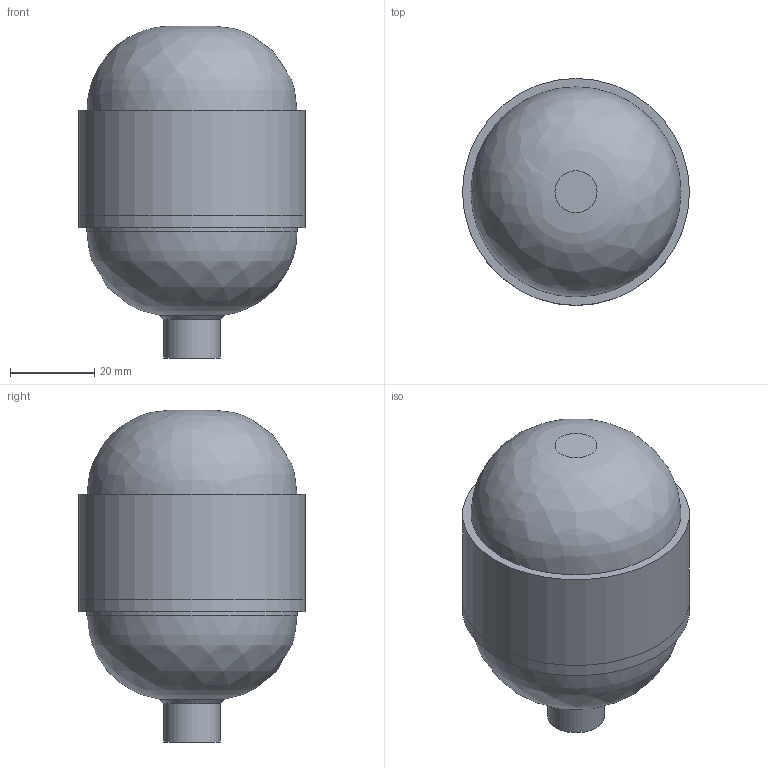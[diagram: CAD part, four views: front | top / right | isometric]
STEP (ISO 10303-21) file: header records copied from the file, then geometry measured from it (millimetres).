
FILE_DESCRIPTION(/* description */ (''),/* implementation_level */ '2;1');
FILE_NAME(/* name */ 'Lollipop Party Favors.step',/* time_stamp */ '2026-02-07T17:34:38-06:00',/* author */ (''),/* organization */ (''),/* preprocessor_version */ 'ST-DEVELOPER v20.1',/* originating_system */ 'Autodesk Translation Framework v14.24.0.0',/* authorisation */ '');
FILE_SCHEMA (('AUTOMOTIVE_DESIGN { 1 0 10303 214 3 1 1 }'));
Length unit declared in the file: millimetre
Products named in the file (1): (Unsaved)
Bounding box: 54 x 54 x 79 mm (x, y, z)
Volume: 53733.3 mm3; surface area: 26825.7 mm2
Topology: 2 solids, 2 shells, 41 faces, 86 edges, 56 vertices
Faces by surface type: cylinder 16, plane 12, bspline 9, cone 4
Full cylindrical faces by diameter (mm): 7.4 x1, 13.4 x1, 43.2 x1, 48 x1, 50 x1, 50.864 x1, 51.664 x1, 54 x2
Entity records: 2862 total; most frequent: CARTESIAN_POINT 1996, ORIENTED_EDGE 172, DIRECTION 163, EDGE_CURVE 86, AXIS2_PLACEMENT_3D 73, VERTEX_POINT 56, EDGE_LOOP 48, FACE_OUTER_BOUND 41
